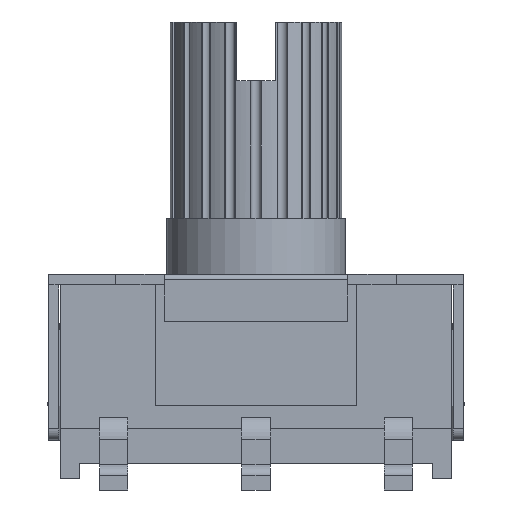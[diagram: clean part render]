
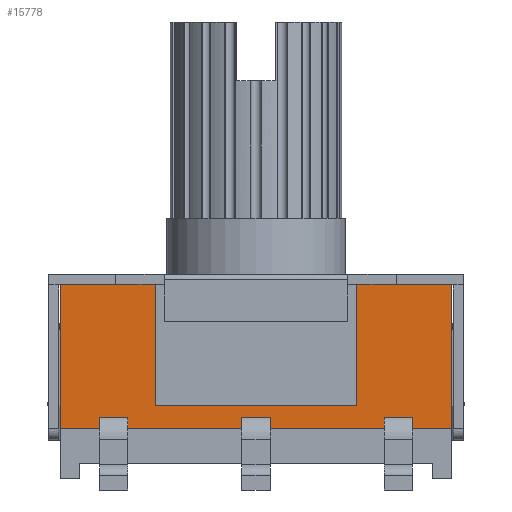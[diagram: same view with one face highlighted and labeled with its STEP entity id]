
A CAD part, left-side view. The second image highlights one B-rep face of the part: STEP entity #15778.
In plain terms, the highlighted planar face has unit normal (-1, 0, 0).
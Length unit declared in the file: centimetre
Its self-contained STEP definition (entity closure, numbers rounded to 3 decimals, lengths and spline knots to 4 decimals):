
#1586=FACE_OUTER_BOUND('',#2449,.T.);
#2449=EDGE_LOOP('',(#14439,#14440,#14441,#14442,#14443,#14444,#14445,#14446,
#14447,#14448,#14449,#14450,#14451,#14452,#14453,#14454,#14455,#14456,#14457,
#14458));
#2903=LINE('',#20800,#4540);
#2908=LINE('',#20810,#4545);
#2914=LINE('',#20822,#4551);
#2918=LINE('',#20830,#4555);
#4244=LINE('',#27143,#5881);
#4251=LINE('',#27156,#5888);
#4271=LINE('',#27191,#5908);
#4280=LINE('',#27209,#5917);
#4282=LINE('',#27212,#5919);
#4283=LINE('',#27214,#5920);
#4286=LINE('',#27222,#5923);
#4289=LINE('',#27226,#5926);
#4291=LINE('',#27229,#5928);
#4294=LINE('',#27237,#5931);
#4296=LINE('',#27240,#5933);
#4297=LINE('',#27242,#5934);
#4328=LINE('',#27306,#5965);
#4330=LINE('',#27310,#5967);
#4332=LINE('',#27313,#5969);
#4333=LINE('',#27315,#5970);
#4540=VECTOR('',#17184,1.);
#4545=VECTOR('',#17193,1.);
#4551=VECTOR('',#17201,1.);
#4555=VECTOR('',#17207,1.);
#5881=VECTOR('',#20071,1.);
#5888=VECTOR('',#20084,1.);
#5908=VECTOR('',#20106,1.);
#5917=VECTOR('',#20121,1.);
#5919=VECTOR('',#20125,1.);
#5920=VECTOR('',#20128,1.);
#5923=VECTOR('',#20133,1.);
#5926=VECTOR('',#20138,1.);
#5928=VECTOR('',#20142,1.);
#5931=VECTOR('',#20151,1.);
#5933=VECTOR('',#20155,1.);
#5934=VECTOR('',#20158,1.);
#5965=VECTOR('',#20223,1.);
#5967=VECTOR('',#20227,1.);
#5969=VECTOR('',#20231,1.);
#5970=VECTOR('',#20234,1.);
#6160=VERTEX_POINT('',#20797);
#6161=VERTEX_POINT('',#20799);
#6163=VERTEX_POINT('',#20807);
#6164=VERTEX_POINT('',#20809);
#6168=VERTEX_POINT('',#20819);
#6169=VERTEX_POINT('',#20821);
#6171=VERTEX_POINT('',#20827);
#6172=VERTEX_POINT('',#20829);
#7461=VERTEX_POINT('',#27140);
#7462=VERTEX_POINT('',#27142);
#7479=VERTEX_POINT('',#27189);
#7484=VERTEX_POINT('',#27206);
#7485=VERTEX_POINT('',#27208);
#7488=VERTEX_POINT('',#27219);
#7489=VERTEX_POINT('',#27221);
#7490=VERTEX_POINT('',#27234);
#7491=VERTEX_POINT('',#27236);
#7506=VERTEX_POINT('',#27303);
#7507=VERTEX_POINT('',#27305);
#7508=VERTEX_POINT('',#27309);
#7747=EDGE_CURVE('',#6161,#6160,#2903,.T.);
#7752=EDGE_CURVE('',#6164,#6163,#2908,.T.);
#7758=EDGE_CURVE('',#6169,#6168,#2914,.T.);
#7762=EDGE_CURVE('',#6172,#6171,#2918,.T.);
#9709=EDGE_CURVE('',#7462,#7461,#4244,.T.);
#9716=EDGE_CURVE('',#6164,#7461,#4251,.T.);
#9736=EDGE_CURVE('',#6168,#7479,#4271,.T.);
#9745=EDGE_CURVE('',#7485,#7484,#4280,.T.);
#9747=EDGE_CURVE('',#6171,#7485,#4282,.T.);
#9748=EDGE_CURVE('',#7484,#6169,#4283,.T.);
#9751=EDGE_CURVE('',#7489,#7488,#4286,.T.);
#9754=EDGE_CURVE('',#6160,#7489,#4289,.T.);
#9756=EDGE_CURVE('',#7488,#6172,#4291,.T.);
#9759=EDGE_CURVE('',#7491,#7490,#4294,.T.);
#9761=EDGE_CURVE('',#6163,#7491,#4296,.T.);
#9762=EDGE_CURVE('',#7490,#6161,#4297,.T.);
#9793=EDGE_CURVE('',#7507,#7506,#4328,.T.);
#9795=EDGE_CURVE('',#7508,#7507,#4330,.T.);
#9797=EDGE_CURVE('',#7506,#7462,#4332,.T.);
#9798=EDGE_CURVE('',#7479,#7508,#4333,.T.);
#14439=ORIENTED_EDGE('',*,*,#9748,.T.);
#14440=ORIENTED_EDGE('',*,*,#7758,.T.);
#14441=ORIENTED_EDGE('',*,*,#9736,.T.);
#14442=ORIENTED_EDGE('',*,*,#9798,.T.);
#14443=ORIENTED_EDGE('',*,*,#9795,.T.);
#14444=ORIENTED_EDGE('',*,*,#9793,.T.);
#14445=ORIENTED_EDGE('',*,*,#9797,.T.);
#14446=ORIENTED_EDGE('',*,*,#9709,.T.);
#14447=ORIENTED_EDGE('',*,*,#9716,.F.);
#14448=ORIENTED_EDGE('',*,*,#7752,.T.);
#14449=ORIENTED_EDGE('',*,*,#9761,.T.);
#14450=ORIENTED_EDGE('',*,*,#9759,.T.);
#14451=ORIENTED_EDGE('',*,*,#9762,.T.);
#14452=ORIENTED_EDGE('',*,*,#7747,.T.);
#14453=ORIENTED_EDGE('',*,*,#9754,.T.);
#14454=ORIENTED_EDGE('',*,*,#9751,.T.);
#14455=ORIENTED_EDGE('',*,*,#9756,.T.);
#14456=ORIENTED_EDGE('',*,*,#7762,.T.);
#14457=ORIENTED_EDGE('',*,*,#9747,.T.);
#14458=ORIENTED_EDGE('',*,*,#9745,.T.);
#14968=PLANE('',#16764);
#15778=ADVANCED_FACE('',(#1586),#14968,.T.);
#16764=AXIS2_PLACEMENT_3D('',#27404,#20328,#20329);
#17184=DIRECTION('',(0.,-1.,0.));
#17193=DIRECTION('',(0.,-1.,0.));
#17201=DIRECTION('',(0.,-1.,0.));
#17207=DIRECTION('',(0.,-1.,0.));
#20071=DIRECTION('',(0.,1.,0.));
#20084=DIRECTION('',(0.,0.,1.));
#20106=DIRECTION('',(0.,0.,1.));
#20121=DIRECTION('',(0.,-1.,0.));
#20125=DIRECTION('',(0.,0.,1.));
#20128=DIRECTION('',(0.,0.,-1.));
#20133=DIRECTION('',(0.,-1.,0.));
#20138=DIRECTION('',(0.,0.,1.));
#20142=DIRECTION('',(0.,0.,-1.));
#20151=DIRECTION('',(0.,-1.,0.));
#20155=DIRECTION('',(0.,0.,1.));
#20158=DIRECTION('',(0.,0.,-1.));
#20223=DIRECTION('',(0.,1.,0.));
#20227=DIRECTION('',(0.,0.,-1.));
#20231=DIRECTION('',(0.,0.,1.));
#20234=DIRECTION('',(0.,1.,0.));
#20328=DIRECTION('center_axis',(-1.,0.,0.));
#20329=DIRECTION('ref_axis',(0.,0.,1.));
#20797=CARTESIAN_POINT('',(-0.372,0.0255,0.063));
#20799=CARTESIAN_POINT('',(-0.372,0.2285,0.063));
#20800=CARTESIAN_POINT('',(-0.372,-0.349,0.063));
#20807=CARTESIAN_POINT('',(-0.372,0.2795,0.063));
#20809=CARTESIAN_POINT('',(-0.372,0.349,0.063));
#20810=CARTESIAN_POINT('',(-0.372,-0.349,0.063));
#20819=CARTESIAN_POINT('',(-0.372,-0.349,0.063));
#20821=CARTESIAN_POINT('',(-0.372,-0.2795,0.063));
#20822=CARTESIAN_POINT('',(-0.372,-0.349,0.063));
#20827=CARTESIAN_POINT('',(-0.372,-0.2285,0.063));
#20829=CARTESIAN_POINT('',(-0.372,-0.0255,0.063));
#20830=CARTESIAN_POINT('',(-0.372,-0.349,0.063));
#27140=CARTESIAN_POINT('',(-0.372,0.349,0.32));
#27142=CARTESIAN_POINT('',(-0.372,0.18,0.32));
#27143=CARTESIAN_POINT('',(-0.372,-0.349,0.32));
#27156=CARTESIAN_POINT('',(-0.372,0.349,0.));
#27189=CARTESIAN_POINT('',(-0.372,-0.349,0.32));
#27191=CARTESIAN_POINT('',(-0.372,-0.349,0.));
#27206=CARTESIAN_POINT('',(-0.372,-0.2795,0.083));
#27208=CARTESIAN_POINT('',(-0.372,-0.2285,0.083));
#27209=CARTESIAN_POINT('',(-0.372,-0.3143,0.083));
#27212=CARTESIAN_POINT('',(-0.372,-0.2285,0.0415));
#27214=CARTESIAN_POINT('',(-0.372,-0.2795,0.0315));
#27219=CARTESIAN_POINT('',(-0.372,-0.0255,0.083));
#27221=CARTESIAN_POINT('',(-0.372,0.0255,0.083));
#27222=CARTESIAN_POINT('',(-0.372,-0.1873,0.083));
#27226=CARTESIAN_POINT('',(-0.372,0.0255,0.0415));
#27229=CARTESIAN_POINT('',(-0.372,-0.0255,0.0315));
#27234=CARTESIAN_POINT('',(-0.372,0.2285,0.083));
#27236=CARTESIAN_POINT('',(-0.372,0.2795,0.083));
#27237=CARTESIAN_POINT('',(-0.372,-0.0602,0.083));
#27240=CARTESIAN_POINT('',(-0.372,0.2795,0.0415));
#27242=CARTESIAN_POINT('',(-0.372,0.2285,0.0315));
#27303=CARTESIAN_POINT('',(-0.372,0.18,0.103));
#27305=CARTESIAN_POINT('',(-0.372,-0.18,0.103));
#27306=CARTESIAN_POINT('',(-0.372,-0.0845,0.103));
#27309=CARTESIAN_POINT('',(-0.372,-0.18,0.32));
#27310=CARTESIAN_POINT('',(-0.372,-0.18,0.0515));
#27313=CARTESIAN_POINT('',(-0.372,0.18,0.16));
#27315=CARTESIAN_POINT('',(-0.372,-0.349,0.32));
#27404=CARTESIAN_POINT('Origin',(-0.372,-0.349,0.));
